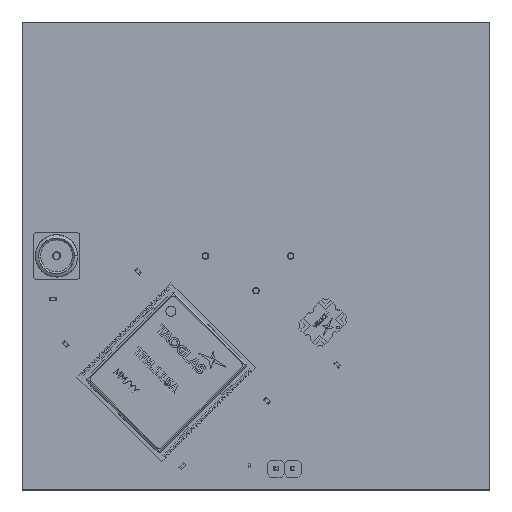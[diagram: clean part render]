
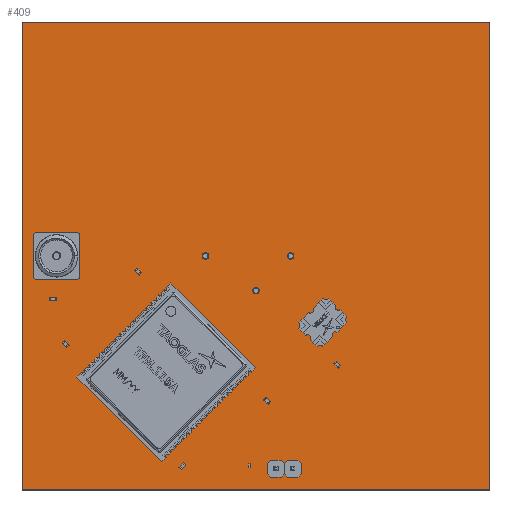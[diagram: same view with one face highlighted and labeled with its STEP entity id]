
A CAD part, top view. The second image highlights one B-rep face of the part: STEP entity #409.
In plain terms, the highlighted planar face has unit normal (0, 0, 1).
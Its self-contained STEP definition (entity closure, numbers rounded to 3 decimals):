
#100 = VERTEX_POINT('',#101);
#101 = CARTESIAN_POINT('',(0.,0.,1.59));
#107 = EDGE_CURVE('',#100,#108,#110,.T.);
#108 = VERTEX_POINT('',#109);
#109 = CARTESIAN_POINT('',(70.4,0.,1.59));
#110 = LINE('',#111,#112);
#111 = CARTESIAN_POINT('',(0.,0.,1.59));
#112 = VECTOR('',#113,1.);
#113 = DIRECTION('',(1.,0.,0.));
#138 = EDGE_CURVE('',#108,#139,#141,.T.);
#139 = VERTEX_POINT('',#140);
#140 = CARTESIAN_POINT('',(70.4,70.4,1.59));
#141 = LINE('',#142,#143);
#142 = CARTESIAN_POINT('',(70.4,0.,1.59));
#143 = VECTOR('',#144,1.);
#144 = DIRECTION('',(0.,1.,0.));
#169 = EDGE_CURVE('',#139,#170,#172,.T.);
#170 = VERTEX_POINT('',#171);
#171 = CARTESIAN_POINT('',(0.,70.4,1.59));
#172 = LINE('',#173,#174);
#173 = CARTESIAN_POINT('',(70.4,70.4,1.59));
#174 = VECTOR('',#175,1.);
#175 = DIRECTION('',(-1.,0.,0.));
#200 = EDGE_CURVE('',#170,#100,#201,.T.);
#201 = LINE('',#202,#203);
#202 = CARTESIAN_POINT('',(0.,70.4,1.59));
#203 = VECTOR('',#204,1.);
#204 = DIRECTION('',(0.,-1.,0.));
#224 = VERTEX_POINT('',#225);
#225 = CARTESIAN_POINT('',(35.7,30.,1.59));
#231 = EDGE_CURVE('',#224,#224,#232,.T.);
#232 = CIRCLE('',#233,0.5);
#233 = AXIS2_PLACEMENT_3D('',#234,#235,#236);
#234 = CARTESIAN_POINT('',(35.2,30.,1.59));
#235 = DIRECTION('',(0.,0.,1.));
#236 = DIRECTION('',(1.,0.,-0.));
#257 = VERTEX_POINT('',#258);
#258 = CARTESIAN_POINT('',(28.1,35.2,1.59));
#264 = EDGE_CURVE('',#257,#257,#265,.T.);
#265 = CIRCLE('',#266,0.5);
#266 = AXIS2_PLACEMENT_3D('',#267,#268,#269);
#267 = CARTESIAN_POINT('',(27.6,35.2,1.59));
#268 = DIRECTION('',(0.,0.,1.));
#269 = DIRECTION('',(1.,0.,-0.));
#290 = VERTEX_POINT('',#291);
#291 = CARTESIAN_POINT('',(38.7,3.2,1.59));
#297 = EDGE_CURVE('',#290,#290,#298,.T.);
#298 = CIRCLE('',#299,0.5);
#299 = AXIS2_PLACEMENT_3D('',#300,#301,#302);
#300 = CARTESIAN_POINT('',(38.2,3.2,1.59));
#301 = DIRECTION('',(0.,0.,1.));
#302 = DIRECTION('',(1.,0.,-0.));
#323 = VERTEX_POINT('',#324);
#324 = CARTESIAN_POINT('',(40.9,35.2,1.59));
#330 = EDGE_CURVE('',#323,#323,#331,.T.);
#331 = CIRCLE('',#332,0.5);
#332 = AXIS2_PLACEMENT_3D('',#333,#334,#335);
#333 = CARTESIAN_POINT('',(40.4,35.2,1.59));
#334 = DIRECTION('',(0.,0.,1.));
#335 = DIRECTION('',(1.,0.,-0.));
#356 = VERTEX_POINT('',#357);
#357 = CARTESIAN_POINT('',(41.24,3.2,1.59));
#363 = EDGE_CURVE('',#356,#356,#364,.T.);
#364 = CIRCLE('',#365,0.5);
#365 = AXIS2_PLACEMENT_3D('',#366,#367,#368);
#366 = CARTESIAN_POINT('',(40.74,3.2,1.59));
#367 = DIRECTION('',(0.,0.,1.));
#368 = DIRECTION('',(1.,0.,-0.));
#409 = ADVANCED_FACE('',(#410,#416,#419,#422,#425,#428),#431,.T.);
#410 = FACE_BOUND('',#411,.T.);
#411 = EDGE_LOOP('',(#412,#413,#414,#415));
#412 = ORIENTED_EDGE('',*,*,#107,.T.);
#413 = ORIENTED_EDGE('',*,*,#138,.T.);
#414 = ORIENTED_EDGE('',*,*,#169,.T.);
#415 = ORIENTED_EDGE('',*,*,#200,.T.);
#416 = FACE_BOUND('',#417,.T.);
#417 = EDGE_LOOP('',(#418));
#418 = ORIENTED_EDGE('',*,*,#231,.F.);
#419 = FACE_BOUND('',#420,.T.);
#420 = EDGE_LOOP('',(#421));
#421 = ORIENTED_EDGE('',*,*,#264,.F.);
#422 = FACE_BOUND('',#423,.T.);
#423 = EDGE_LOOP('',(#424));
#424 = ORIENTED_EDGE('',*,*,#297,.F.);
#425 = FACE_BOUND('',#426,.T.);
#426 = EDGE_LOOP('',(#427));
#427 = ORIENTED_EDGE('',*,*,#330,.F.);
#428 = FACE_BOUND('',#429,.T.);
#429 = EDGE_LOOP('',(#430));
#430 = ORIENTED_EDGE('',*,*,#363,.F.);
#431 = PLANE('',#432);
#432 = AXIS2_PLACEMENT_3D('',#433,#434,#435);
#433 = CARTESIAN_POINT('',(35.2,35.2,1.59));
#434 = DIRECTION('',(0.,0.,1.));
#435 = DIRECTION('',(1.,0.,-0.));
